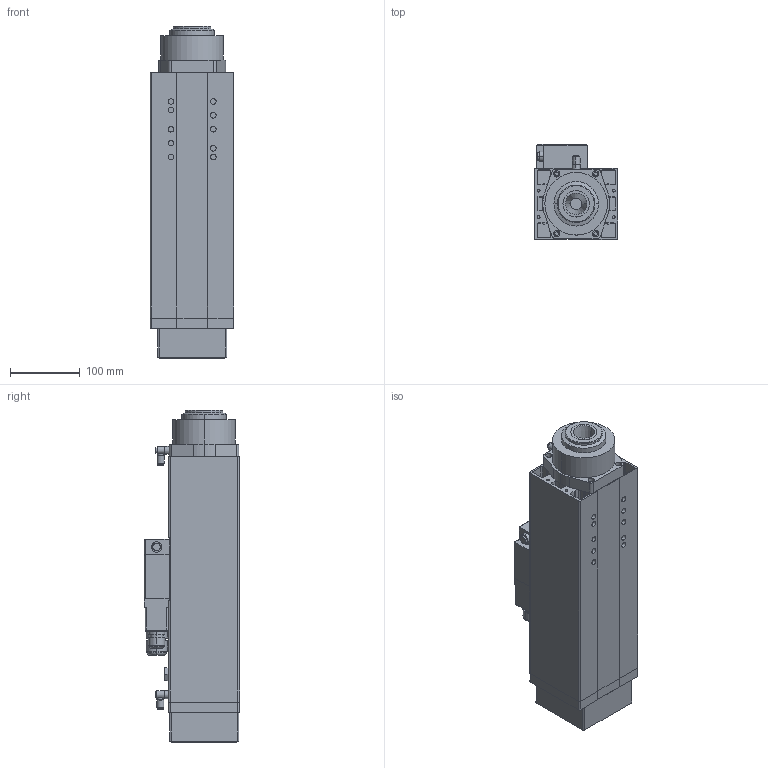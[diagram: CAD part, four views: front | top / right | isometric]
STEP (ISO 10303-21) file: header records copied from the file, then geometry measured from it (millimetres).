
FILE_DESCRIPTION (( 'STEP AP203' ), '1' );
FILE_NAME ('GDL51.STEP', '2019-10-18T04:07:43', ( 'Sky123.Org' ), ( 'Sky123.Org' ), 'SwSTEP 2.0', 'SolidWorks 2012', '' );
FILE_SCHEMA (( 'CONFIG_CONTROL_DESIGN' ));
Length unit declared in the file: millimetre
Products named in the file (10): GDL51; JB／T7941．2-1995旋入式圆形油标A型10; dajietou; xiaojiet; huijieh; jietou; 錨璃4^GDL51; fengjizhao; qianfalan; jike
Assembly tree (9 placements, depth 2):
  GDL51
    jike
    qianfalan
    fengjizhao
    jietou  x2
    huijieh
    xiaojiet
    dajietou
    JB／T7941．2-1995旋入式圆形油标A型10
  錨璃4^GDL51
Bounding box: 119.5 x 137 x 477.5 mm (x, y, z)
Volume: 3375534.1 mm3; surface area: 558146.9 mm2
Topology: 10 solids, 10 shells, 544 faces, 1352 edges, 887 vertices
Faces by surface type: cylinder 272, plane 254, sphere 8, cone 6, torus 4
Entity records: 17030 total; most frequent: CARTESIAN_POINT 2921, DIRECTION 2873, ORIENTED_EDGE 2598, EDGE_CURVE 1299, AXIS2_PLACEMENT_3D 1055, VERTEX_POINT 855, LINE 763, VECTOR 763
